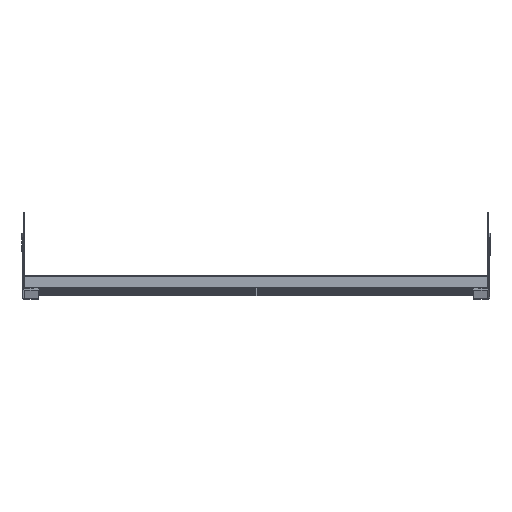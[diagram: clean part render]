
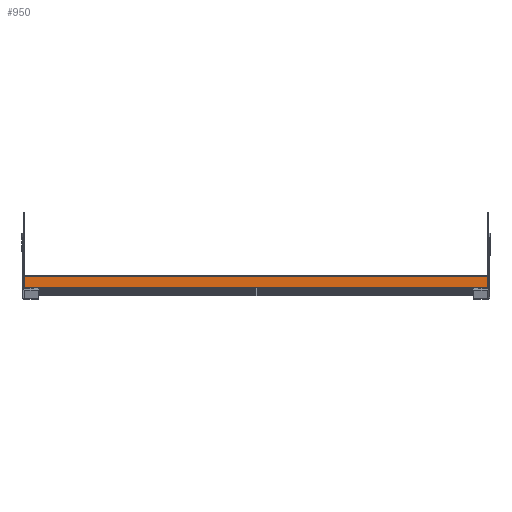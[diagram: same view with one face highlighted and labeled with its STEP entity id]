
A CAD part, top view. The second image highlights one B-rep face of the part: STEP entity #950.
In plain terms, the highlighted planar face has unit normal (0, 0, 1).
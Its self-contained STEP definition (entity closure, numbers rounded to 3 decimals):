
#255 = EDGE_CURVE ( 'NONE', #9312, #9332, #12867, .T. ) ;
#257 = EDGE_CURVE ( 'NONE', #9326, #9328, #7486, .T. ) ;
#261 = EDGE_CURVE ( 'NONE', #9334, #9340, #7496, .T. ) ;
#277 = EDGE_CURVE ( 'NONE', #9355, #9357, #7528, .T. ) ;
#279 = EDGE_CURVE ( 'NONE', #9332, #9357, #7532, .T. ) ;
#280 = EDGE_CURVE ( 'NONE', #9312, #9328, #7534, .T. ) ;
#281 = EDGE_CURVE ( 'NONE', #9326, #9340, #7536, .T. ) ;
#282 = EDGE_CURVE ( 'NONE', #9334, #9355, #7538, .T. ) ;
#950 = ADVANCED_FACE ( 'NONE', ( #12864 ), #10640, .T. ) ;
#7396 = CARTESIAN_POINT ( 'NONE',  ( 0.7, -18.709, 2877.21 ) ) ;
#7398 = DIRECTION ( 'NONE',  ( -1., 0., 0. ) ) ;
#7400 = CARTESIAN_POINT ( 'NONE',  ( 0.7, -18.709, 2877.21 ) ) ;
#7402 = DIRECTION ( 'NONE',  ( -1., 0., 0. ) ) ;
#7408 = CARTESIAN_POINT ( 'NONE',  ( 0.7, -18.709, 2877.21 ) ) ;
#7410 = DIRECTION ( 'NONE',  ( -1., 0., 0. ) ) ;
#7440 = CARTESIAN_POINT ( 'NONE',  ( 0.7, -2.709, 2877.21 ) ) ;
#7442 = DIRECTION ( 'NONE',  ( -1., 0., 0. ) ) ;
#7444 = CARTESIAN_POINT ( 'NONE',  ( -596.3, -18.709, 2877.21 ) ) ;
#7445 = DIRECTION ( 'NONE',  ( 0., 1., 0. ) ) ;
#7446 = CARTESIAN_POINT ( 'NONE',  ( 0.7, -18.709, 2877.21 ) ) ;
#7447 = DIRECTION ( 'NONE',  ( 1., 0., 0. ) ) ;
#7448 = CARTESIAN_POINT ( 'NONE',  ( 0.7, -18.709, 2877.21 ) ) ;
#7449 = DIRECTION ( 'NONE',  ( 1., 0., 0. ) ) ;
#7450 = CARTESIAN_POINT ( 'NONE',  ( 0.7, -18.709, 2877.21 ) ) ;
#7451 = DIRECTION ( 'NONE',  ( 0., 1., 0. ) ) ;
#7485 = VECTOR ( 'NONE', #7398, 1000. ) ;
#7486 = LINE ( 'NONE', #7400, #7490 ) ;
#7490 = VECTOR ( 'NONE', #7402, 1000. ) ;
#7496 = LINE ( 'NONE', #7408, #7499 ) ;
#7499 = VECTOR ( 'NONE', #7410, 1000. ) ;
#7528 = LINE ( 'NONE', #7440, #7531 ) ;
#7531 = VECTOR ( 'NONE', #7442, 1000. ) ;
#7532 = LINE ( 'NONE', #7444, #7535 ) ;
#7534 = LINE ( 'NONE', #7446, #7537 ) ;
#7535 = VECTOR ( 'NONE', #7445, 1000. ) ;
#7536 = LINE ( 'NONE', #7448, #7539 ) ;
#7537 = VECTOR ( 'NONE', #7447, 1000. ) ;
#7538 = LINE ( 'NONE', #7450, #7541 ) ;
#7539 = VECTOR ( 'NONE', #7449, 1000. ) ;
#7541 = VECTOR ( 'NONE', #7451, 1000. ) ;
#9312 = VERTEX_POINT ( 'NONE', #13343 ) ;
#9326 = VERTEX_POINT ( 'NONE', #13350 ) ;
#9328 = VERTEX_POINT ( 'NONE', #13351 ) ;
#9332 = VERTEX_POINT ( 'NONE', #13353 ) ;
#9334 = VERTEX_POINT ( 'NONE', #13354 ) ;
#9340 = VERTEX_POINT ( 'NONE', #13357 ) ;
#9355 = VERTEX_POINT ( 'NONE', #13365 ) ;
#9357 = VERTEX_POINT ( 'NONE', #13366 ) ;
#9749 = AXIS2_PLACEMENT_3D ( 'NONE', #10625, #10643, #10645 ) ;
#10625 = CARTESIAN_POINT ( 'NONE',  ( 0.7, -18.709, 2877.21 ) ) ;
#10640 = PLANE ( 'NONE',  #9749 ) ;
#10643 = DIRECTION ( 'NONE',  ( 0., 0., 1. ) ) ;
#10645 = DIRECTION ( 'NONE',  ( 0., -1., 0. ) ) ;
#10798 = EDGE_LOOP ( 'NONE', ( #17021, #17022, #17023, #17024, #17025, #17026, #17027, #17028 ) ) ;
#12864 = FACE_OUTER_BOUND ( 'NONE', #10798, .T. ) ;
#12867 = LINE ( 'NONE', #7396, #7485 ) ;
#13343 = CARTESIAN_POINT ( 'NONE',  ( -585.1, -18.709, 2877.21 ) ) ;
#13350 = CARTESIAN_POINT ( 'NONE',  ( -17.3, -18.709, 2877.21 ) ) ;
#13351 = CARTESIAN_POINT ( 'NONE',  ( -578.3, -18.709, 2877.21 ) ) ;
#13353 = CARTESIAN_POINT ( 'NONE',  ( -596.3, -18.709, 2877.21 ) ) ;
#13354 = CARTESIAN_POINT ( 'NONE',  ( 0.7, -18.709, 2877.21 ) ) ;
#13357 = CARTESIAN_POINT ( 'NONE',  ( -10.5, -18.709, 2877.21 ) ) ;
#13365 = CARTESIAN_POINT ( 'NONE',  ( 0.7, -2.709, 2877.21 ) ) ;
#13366 = CARTESIAN_POINT ( 'NONE',  ( -596.3, -2.709, 2877.21 ) ) ;
#17021 = ORIENTED_EDGE ( 'NONE', *, *, #279, .F. ) ;
#17022 = ORIENTED_EDGE ( 'NONE', *, *, #255, .F. ) ;
#17023 = ORIENTED_EDGE ( 'NONE', *, *, #280, .T. ) ;
#17024 = ORIENTED_EDGE ( 'NONE', *, *, #257, .F. ) ;
#17025 = ORIENTED_EDGE ( 'NONE', *, *, #281, .T. ) ;
#17026 = ORIENTED_EDGE ( 'NONE', *, *, #261, .F. ) ;
#17027 = ORIENTED_EDGE ( 'NONE', *, *, #282, .T. ) ;
#17028 = ORIENTED_EDGE ( 'NONE', *, *, #277, .T. ) ;
